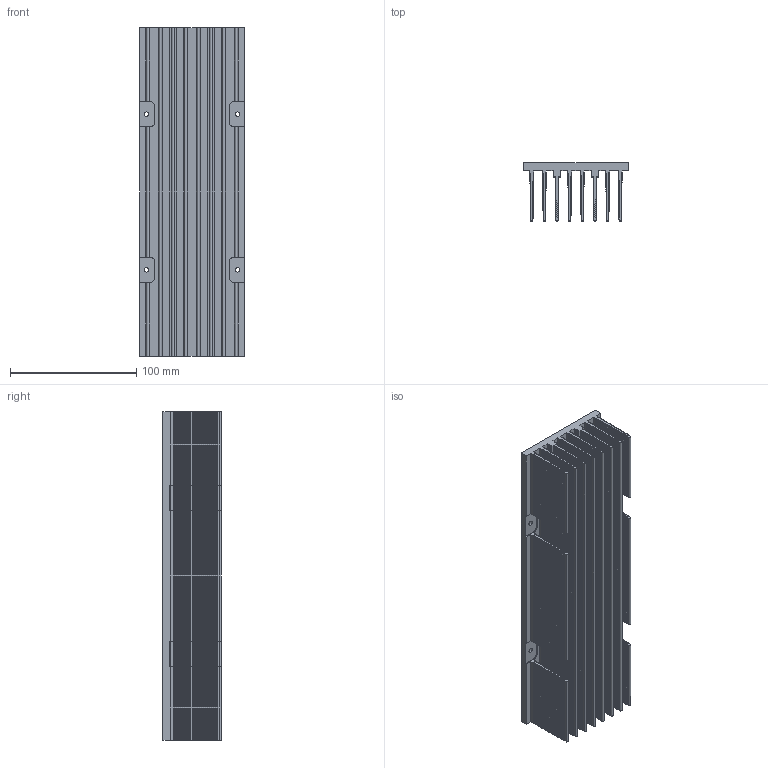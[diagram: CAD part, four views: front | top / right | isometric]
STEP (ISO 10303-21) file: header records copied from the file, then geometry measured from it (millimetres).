
FILE_DESCRIPTION(('STEP AP242'), '1');
FILE_NAME('購葠.752695.043 - 冓儰僗闉', '', ('UNSPECIFIED'), ('UNSPECIFIED'), 'ASCON STEP Converter 1.6', 'ASCON Math Kernel', '');
FILE_SCHEMA(('AP242_MANAGED_MODEL_BASED_3D_ENGINEERING_MIM_LF { 1 0 10303 442 1 1 4 }'));
Length unit declared in the file: millimetre
Products named in the file (1): 購葠.752695.043
Bounding box: 83 x 46 x 260 mm (x, y, z)
Volume: 306012.6 mm3; surface area: 229314 mm2
Topology: 1 solids, 1 shells, 1216 faces, 3634 edges, 2420 vertices
Faces by surface type: cylinder 1126, plane 90
Full cylindrical faces by diameter (mm): 3.6 x4
Entity records: 52030 total; most frequent: DIRECTION 8316, CARTESIAN_POINT 7267, ORIENTED_EDGE 7260, EDGE_CURVE 3630, AXIS2_PLACEMENT_3D 3469, VERTEX_POINT 2420, CIRCLE 2252, LINE 1378
